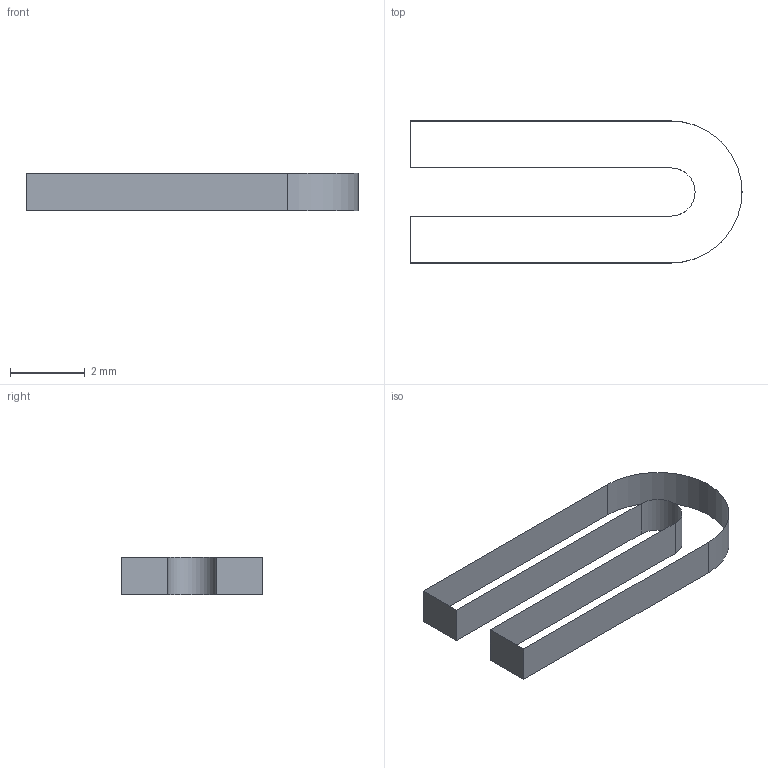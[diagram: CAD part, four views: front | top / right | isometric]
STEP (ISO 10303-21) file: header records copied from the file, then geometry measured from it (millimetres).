
FILE_DESCRIPTION(/* description */ (''),/* implementation_level */ '2;1');
FILE_NAME(/* name */ 'CADSHAPE.stp',/* time_stamp */ '2023-08-21T15:17:36+01:00',/* author */ ('hw22'),/* organization */ (''),/* preprocessor_version */ 'ST-DEVELOPER v19',/* originating_system */ 'AutoCAD Mechanical',/* authorisation */ '');
FILE_SCHEMA (('AUTOMOTIVE_DESIGN { 1 0 10303 214 3 1 1 }'));
Length unit declared in the file: millimetre
Products named in the file (1): Product
Bounding box: 8.91 x 3.81 x 1 mm (x, y, z)
Surface area: 38.6 mm2 (no closed solid volume)
Topology: 0 solids, 8 shells, 8 faces, 40 edges, 48 vertices
Faces by surface type: plane 6, cylinder 2
Entity records: 443 total; most frequent: CARTESIAN_POINT 97, DIRECTION 64, LINE 34, VECTOR 34, VERTEX_POINT 32, EDGE_CURVE 32, ORIENTED_EDGE 32, STYLED_ITEM 16
